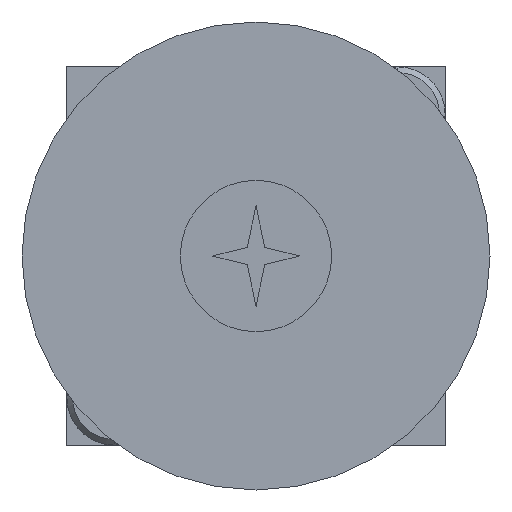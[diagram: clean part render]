
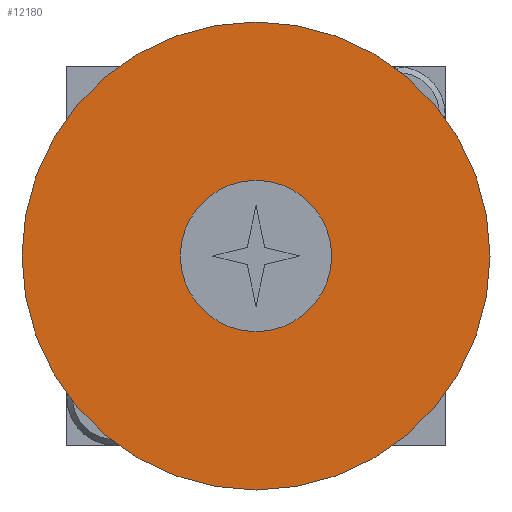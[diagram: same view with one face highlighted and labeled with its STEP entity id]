
A CAD part, front view. The second image highlights one B-rep face of the part: STEP entity #12180.
In plain terms, the highlighted face is planar.
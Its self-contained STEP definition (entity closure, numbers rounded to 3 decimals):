
#11700=CARTESIAN_POINT('',(25.,525.565,179.942));
#11710=VERTEX_POINT('',#11700);
#11790=CARTESIAN_POINT('',(25.,525.565,229.442));
#11800=VERTEX_POINT('',#11790);
#11830=CARTESIAN_POINT('',(25.,525.565,204.692));
#11840=DIRECTION('',(0.,1.,0.));
#11850=DIRECTION('',(0.,0.,-1.));
#11860=AXIS2_PLACEMENT_3D('',#11830,#11840,#11850);
#11870=CIRCLE('',#11860,24.75);
#11880=EDGE_CURVE('',#11800,#11710,#11870,.T.);
#11930=CARTESIAN_POINT('',(25.,525.565,192.317));
#11940=DIRECTION('',(0.,1.,0.));
#11950=DIRECTION('',(0.,0.,-1.));
#11960=AXIS2_PLACEMENT_3D('',#11930,#11940,#11950);
#11970=PLANE('',#11960);
#11980=EDGE_CURVE('',#11710,#11800,#11870,.T.);
#11990=ORIENTED_EDGE('',*,*,#11980,.T.);
#12000=ORIENTED_EDGE('',*,*,#11880,.T.);
#12010=EDGE_LOOP('',(#12000,#11990));
#12020=FACE_OUTER_BOUND('',#12010,.T.);
#12030=CARTESIAN_POINT('',(25.,525.565,204.692));
#12040=DIRECTION('',(0.,-1.,0.));
#12050=DIRECTION('',(-1.,0.,0.));
#12060=AXIS2_PLACEMENT_3D('',#12030,#12040,#12050);
#12070=CIRCLE('',#12060,8.);
#12080=CARTESIAN_POINT('',(17.,525.565,204.692));
#12090=VERTEX_POINT('',#12080);
#12100=CARTESIAN_POINT('',(33.,525.565,204.692));
#12110=VERTEX_POINT('',#12100);
#12120=EDGE_CURVE('',#12090,#12110,#12070,.T.);
#12130=ORIENTED_EDGE('',*,*,#12120,.T.);
#12140=EDGE_CURVE('',#12110,#12090,#12070,.T.);
#12150=ORIENTED_EDGE('',*,*,#12140,.T.);
#12160=EDGE_LOOP('',(#12150,#12130));
#12170=FACE_BOUND('',#12160,.T.);
#12180=ADVANCED_FACE('',(#12020,#12170),#11970,.T.);
